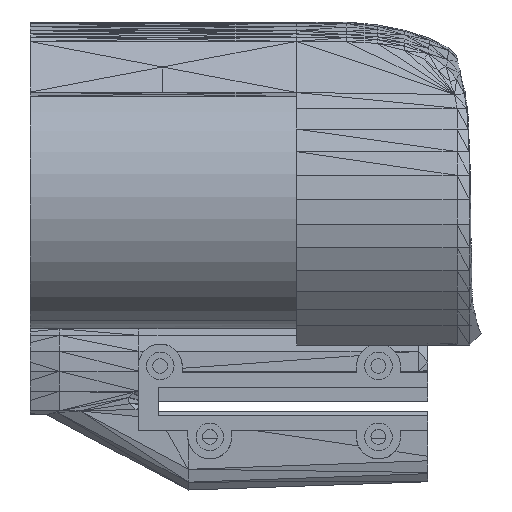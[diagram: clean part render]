
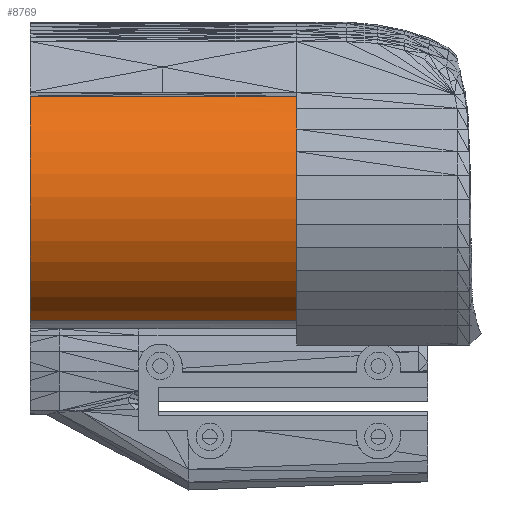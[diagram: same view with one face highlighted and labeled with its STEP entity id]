
A CAD part, front view. The second image highlights one B-rep face of the part: STEP entity #8769.
In plain terms, the highlighted cylindrical face has radius 46.75 mm (diameter 93.5 mm), a partial arc.
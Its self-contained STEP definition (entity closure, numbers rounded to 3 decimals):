
#366=(
BOUNDED_CURVE()
B_SPLINE_CURVE(2,(#13993,#13994,#13995),.UNSPECIFIED.,.F.,.F.)
B_SPLINE_CURVE_WITH_KNOTS((3,3),(0.448,0.706),
 .UNSPECIFIED.)
CURVE()
GEOMETRIC_REPRESENTATION_ITEM()
RATIONAL_B_SPLINE_CURVE((1.,1.,1.))
REPRESENTATION_ITEM('')
);
#367=(
BOUNDED_CURVE()
B_SPLINE_CURVE(2,(#13997,#13998,#13999),.UNSPECIFIED.,.F.,.F.)
B_SPLINE_CURVE_WITH_KNOTS((3,3),(2.011,4.441),
 .UNSPECIFIED.)
CURVE()
GEOMETRIC_REPRESENTATION_ITEM()
RATIONAL_B_SPLINE_CURVE((1.,1.,1.))
REPRESENTATION_ITEM('')
);
#368=(
BOUNDED_CURVE()
B_SPLINE_CURVE(2,(#14001,#14002,#14003),.UNSPECIFIED.,.F.,.F.)
B_SPLINE_CURVE_WITH_KNOTS((3,3),(0.011,2.045),
 .UNSPECIFIED.)
CURVE()
GEOMETRIC_REPRESENTATION_ITEM()
RATIONAL_B_SPLINE_CURVE((1.,1.,1.))
REPRESENTATION_ITEM('')
);
#369=(
BOUNDED_CURVE()
B_SPLINE_CURVE(2,(#14005,#14006,#14007),.UNSPECIFIED.,.F.,.F.)
B_SPLINE_CURVE_WITH_KNOTS((3,3),(0.724,4.384),
 .UNSPECIFIED.)
CURVE()
GEOMETRIC_REPRESENTATION_ITEM()
RATIONAL_B_SPLINE_CURVE((1.,1.,1.))
REPRESENTATION_ITEM('')
);
#370=(
BOUNDED_CURVE()
B_SPLINE_CURVE(2,(#14008,#14009,#14010),.UNSPECIFIED.,.F.,.F.)
B_SPLINE_CURVE_WITH_KNOTS((3,3),(0.023,1.041),
 .UNSPECIFIED.)
CURVE()
GEOMETRIC_REPRESENTATION_ITEM()
RATIONAL_B_SPLINE_CURVE((1.,1.,1.))
REPRESENTATION_ITEM('')
);
#1211=FACE_OUTER_BOUND('',#1796,.T.);
#1796=EDGE_LOOP('',(#7592,#7593,#7594,#7595,#7596,#7597,#7598,#7599));
#2155=CIRCLE('',#9410,46.75);
#2159=CIRCLE('',#9417,46.75);
#2633=LINE('',#13515,#3638);
#3638=VECTOR('',#10974,10.);
#4589=VERTEX_POINT('',#13512);
#4590=VERTEX_POINT('',#13514);
#4604=VERTEX_POINT('',#13544);
#4622=VERTEX_POINT('',#13587);
#4748=VERTEX_POINT('',#13992);
#4749=VERTEX_POINT('',#13996);
#4750=VERTEX_POINT('',#14000);
#4751=VERTEX_POINT('',#14004);
#5449=EDGE_CURVE('',#4590,#4589,#2633,.T.);
#5465=EDGE_CURVE('',#4604,#4589,#2155,.T.);
#5486=EDGE_CURVE('',#4590,#4622,#2159,.T.);
#5680=EDGE_CURVE('',#4748,#4604,#366,.T.);
#5681=EDGE_CURVE('',#4749,#4748,#367,.T.);
#5682=EDGE_CURVE('',#4750,#4749,#368,.T.);
#5683=EDGE_CURVE('',#4751,#4750,#369,.T.);
#5684=EDGE_CURVE('',#4622,#4751,#370,.T.);
#7592=ORIENTED_EDGE('',*,*,#5486,.F.);
#7593=ORIENTED_EDGE('',*,*,#5449,.T.);
#7594=ORIENTED_EDGE('',*,*,#5465,.F.);
#7595=ORIENTED_EDGE('',*,*,#5680,.F.);
#7596=ORIENTED_EDGE('',*,*,#5681,.F.);
#7597=ORIENTED_EDGE('',*,*,#5682,.F.);
#7598=ORIENTED_EDGE('',*,*,#5683,.F.);
#7599=ORIENTED_EDGE('',*,*,#5684,.F.);
#8459=CYLINDRICAL_SURFACE('',#9521,46.75);
#8769=ADVANCED_FACE('',(#1211),#8459,.T.);
#9410=AXIS2_PLACEMENT_3D('',#13546,#10993,#10994);
#9417=AXIS2_PLACEMENT_3D('',#13588,#11024,#11025);
#9521=AXIS2_PLACEMENT_3D('',#13991,#11376,#11377);
#10974=DIRECTION('',(1.,0.,0.));
#10993=DIRECTION('center_axis',(1.,0.,0.));
#10994=DIRECTION('ref_axis',(0.,-0.357,0.934));
#11024=DIRECTION('center_axis',(-1.,0.,0.));
#11025=DIRECTION('ref_axis',(0.,-0.357,0.934));
#11376=DIRECTION('center_axis',(1.,0.,0.));
#11377=DIRECTION('ref_axis',(0.,-0.357,0.934));
#13512=CARTESIAN_POINT('',(-29.234,-16.766,151.716));
#13514=CARTESIAN_POINT('',(-123.067,-16.766,151.716));
#13515=CARTESIAN_POINT('',(-219.497,-16.766,151.716));
#13544=CARTESIAN_POINT('',(-29.234,-30.599,230.819));
#13546=CARTESIAN_POINT('Origin',(-29.234,-0.095,
195.393));
#13587=CARTESIAN_POINT('',(-123.067,-30.646,230.778));
#13588=CARTESIAN_POINT('Origin',(-123.067,-0.095,
195.393));
#13991=CARTESIAN_POINT('Origin',(-219.497,-0.095,
195.393));
#13992=CARTESIAN_POINT('',(-31.814,-30.625,230.796));
#13993=CARTESIAN_POINT('Ctrl Pts',(-31.814,-30.625,
230.796));
#13994=CARTESIAN_POINT('Ctrl Pts',(-30.523,-30.612,230.808));
#13995=CARTESIAN_POINT('Ctrl Pts',(-29.234,-30.599,
230.819));
#13996=CARTESIAN_POINT('',(-55.96,-30.868,230.586));
#13997=CARTESIAN_POINT('Ctrl Pts',(-55.96,-30.868,
230.586));
#13998=CARTESIAN_POINT('Ctrl Pts',(-43.778,-30.747,
230.692));
#13999=CARTESIAN_POINT('Ctrl Pts',(-31.814,-30.625,
230.796));
#14000=CARTESIAN_POINT('',(-76.273,-30.794,230.65));
#14001=CARTESIAN_POINT('Ctrl Pts',(-76.273,-30.794,230.65));
#14002=CARTESIAN_POINT('Ctrl Pts',(-66.128,-30.831,
230.618));
#14003=CARTESIAN_POINT('Ctrl Pts',(-55.96,-30.868,
230.586));
#14004=CARTESIAN_POINT('',(-112.893,-30.663,230.764));
#14005=CARTESIAN_POINT('Ctrl Pts',(-112.893,-30.663,
230.764));
#14006=CARTESIAN_POINT('Ctrl Pts',(-94.621,-30.729,
230.707));
#14007=CARTESIAN_POINT('Ctrl Pts',(-76.273,-30.794,230.65));
#14008=CARTESIAN_POINT('Ctrl Pts',(-123.067,-30.646,
230.778));
#14009=CARTESIAN_POINT('Ctrl Pts',(-117.981,-30.655,230.771));
#14010=CARTESIAN_POINT('Ctrl Pts',(-112.893,-30.663,
230.764));
